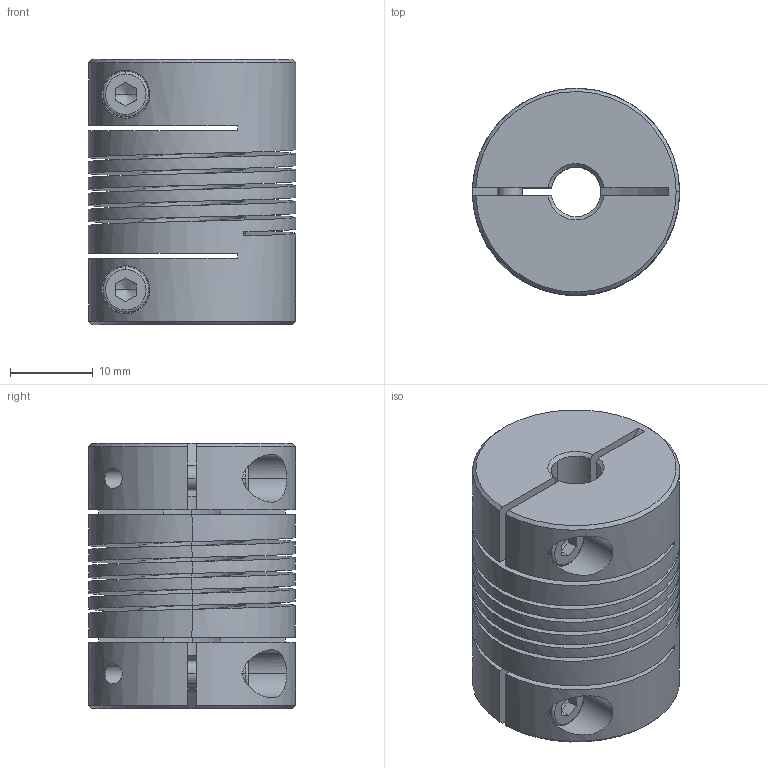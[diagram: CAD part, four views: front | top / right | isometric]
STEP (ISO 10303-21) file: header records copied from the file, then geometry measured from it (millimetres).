
FILE_DESCRIPTION(('STEP AP214'),'1');
FILE_NAME('wkak25320606.stp','2017-10-10T12:27:40',('TraceParts'),('TraceParts S.A.'),'Spatial InterOp 3D',' ',' ');
FILE_SCHEMA(('automotive_design'));
Length unit declared in the file: millimetre
Products named in the file (1): wkak25320606
Bounding box: 25 x 25 x 32 mm (x, y, z)
Volume: 11451.9 mm3; surface area: 9801.7 mm2
Topology: 1 solids, 1 shells, 114 faces, 334 edges, 224 vertices
Faces by surface type: cylinder 52, plane 38, cone 16, torus 4, bspline 4
Entity records: 24437 total; most frequent: CARTESIAN_POINT 21469, ORIENTED_EDGE 660, DIRECTION 568, EDGE_CURVE 330, VERTEX_POINT 224, AXIS2_PLACEMENT_3D 215, LINE 138, VECTOR 138
